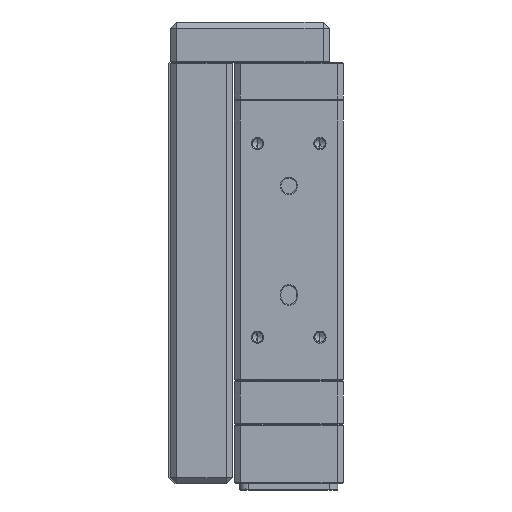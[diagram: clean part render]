
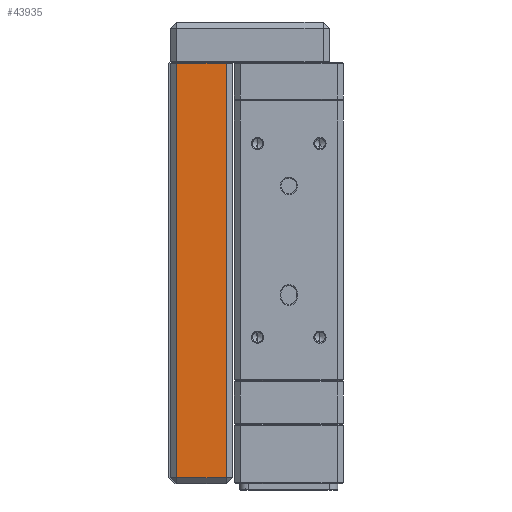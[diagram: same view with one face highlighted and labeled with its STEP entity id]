
A CAD part, left-side view. The second image highlights one B-rep face of the part: STEP entity #43935.
In plain terms, the highlighted planar face has unit normal (-1, 0, 0).
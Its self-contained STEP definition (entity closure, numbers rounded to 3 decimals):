
#267 = VECTOR ( 'NONE', #1702, 1000. ) ;
#912 = ORIENTED_EDGE ( 'NONE', *, *, #1614, .T. ) ;
#963 = VERTEX_POINT ( 'NONE', #22000 ) ;
#1111 = VECTOR ( 'NONE', #44557, 1000. ) ;
#1614 = EDGE_CURVE ( 'NONE', #16716, #963, #39032, .T. ) ;
#1700 = AXIS2_PLACEMENT_3D ( 'NONE', #40928, #27013, #5095 ) ;
#1702 = DIRECTION ( 'NONE',  ( 0., 0., 1. ) ) ;
#5095 = DIRECTION ( 'NONE',  ( 0., 1., 0. ) ) ;
#5220 = LINE ( 'NONE', #19596, #267 ) ;
#11809 = LINE ( 'NONE', #40546, #1111 ) ;
#13118 = ORIENTED_EDGE ( 'NONE', *, *, #13192, .T. ) ;
#13192 = EDGE_CURVE ( 'NONE', #963, #16217, #44964, .T. ) ;
#14210 = ORIENTED_EDGE ( 'NONE', *, *, #20288, .T. ) ;
#14665 = EDGE_CURVE ( 'NONE', #16217, #43976, #11809, .T. ) ;
#16217 = VERTEX_POINT ( 'NONE', #25035 ) ;
#16716 = VERTEX_POINT ( 'NONE', #40929 ) ;
#16895 = DIRECTION ( 'NONE',  ( 0., 0., -1. ) ) ;
#19157 = EDGE_LOOP ( 'NONE', ( #14210, #912, #13118, #21182 ) ) ;
#19596 = CARTESIAN_POINT ( 'NONE',  ( -40., -9.5, 67.5 ) ) ;
#20286 = VECTOR ( 'NONE', #36191, 1000. ) ;
#20288 = EDGE_CURVE ( 'NONE', #43976, #16716, #5220, .T. ) ;
#20432 = CARTESIAN_POINT ( 'NONE',  ( -40., 6.5, 67.5 ) ) ;
#21182 = ORIENTED_EDGE ( 'NONE', *, *, #14665, .T. ) ;
#22000 = CARTESIAN_POINT ( 'NONE',  ( -40., 6.5, 67.2 ) ) ;
#23482 = CARTESIAN_POINT ( 'NONE',  ( -40., -9.5, -65.5 ) ) ;
#24366 = VECTOR ( 'NONE', #16895, 1000. ) ;
#25035 = CARTESIAN_POINT ( 'NONE',  ( -40., 6.5, -65.5 ) ) ;
#26304 = PLANE ( 'NONE',  #1700 ) ;
#27013 = DIRECTION ( 'NONE',  ( 1., 0., 0. ) ) ;
#31739 = CARTESIAN_POINT ( 'NONE',  ( -40., 8.5, 67.2 ) ) ;
#36191 = DIRECTION ( 'NONE',  ( 0., 1., 0. ) ) ;
#39032 = LINE ( 'NONE', #31739, #20286 ) ;
#40546 = CARTESIAN_POINT ( 'NONE',  ( -40., -11.5, -65.5 ) ) ;
#40928 = CARTESIAN_POINT ( 'NONE',  ( -40., 8.5, 67.5 ) ) ;
#40929 = CARTESIAN_POINT ( 'NONE',  ( -40., -9.5, 67.2 ) ) ;
#43935 = ADVANCED_FACE ( 'NONE', ( #44218 ), #26304, .F. ) ;
#43976 = VERTEX_POINT ( 'NONE', #23482 ) ;
#44218 = FACE_OUTER_BOUND ( 'NONE', #19157, .T. ) ;
#44557 = DIRECTION ( 'NONE',  ( 0., -1., 0. ) ) ;
#44964 = LINE ( 'NONE', #20432, #24366 ) ;
